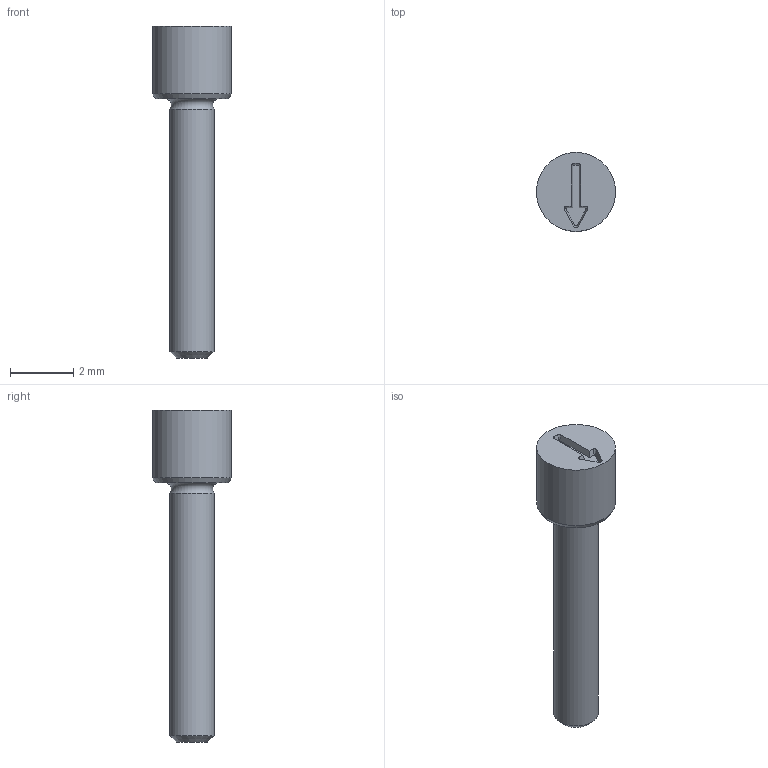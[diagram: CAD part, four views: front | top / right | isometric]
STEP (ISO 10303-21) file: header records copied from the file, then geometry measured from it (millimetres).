
FILE_DESCRIPTION(/* description */ (''),/* implementation_level */ '2;1');
FILE_NAME(/* name */ 'Dati-1000_G$4$00.stp',/* time_stamp */ '2025-07-31T18:00:52+02:00',/* author */ ('olafg'),/* organization */ (''),/* preprocessor_version */ 'ST-DEVELOPER v20',/* originating_system */ 'Autodesk Inventor 2024',/* authorisation */ '');
FILE_SCHEMA (('AUTOMOTIVE_DESIGN { 1 0 10303 214 3 1 1 }'));
Length unit declared in the file: millimetre
Products named in the file (1): 2004-05-00 Stelleinsatz
Bounding box: 2.5 x 2.5 x 10.5 mm (x, y, z)
Volume: 23.6 mm3; surface area: 63.4 mm2
Topology: 1 solids, 1 shells, 21 faces, 49 edges, 32 vertices
Faces by surface type: plane 11, cone 7, cylinder 2, torus 1
Full cylindrical faces by diameter (mm): 1.4 x1, 2.5 x1
Entity records: 649 total; most frequent: DIRECTION 112, CARTESIAN_POINT 103, ORIENTED_EDGE 98, EDGE_CURVE 49, AXIS2_PLACEMENT_3D 41, VERTEX_POINT 32, LINE 30, VECTOR 30
